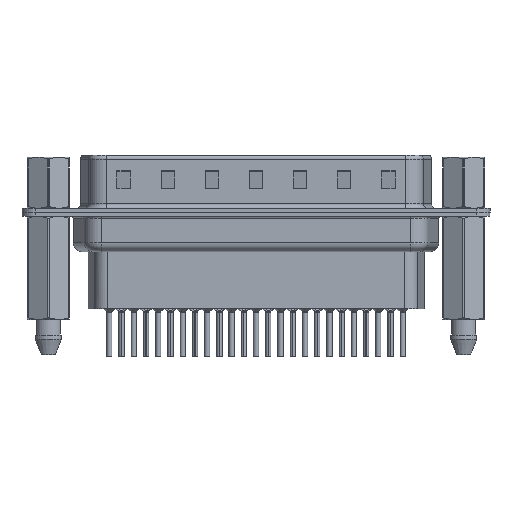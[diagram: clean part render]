
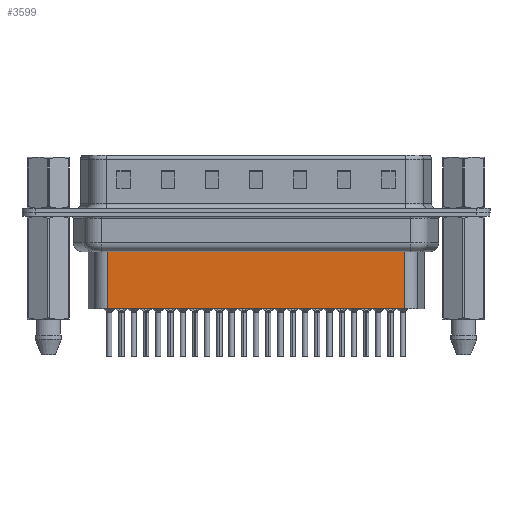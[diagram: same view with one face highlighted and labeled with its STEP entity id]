
A CAD part, front view. The second image highlights one B-rep face of the part: STEP entity #3599.
In plain terms, the highlighted planar face has unit normal (0, -1, 0).
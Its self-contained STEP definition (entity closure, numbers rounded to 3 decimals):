
#180 = ORIENTED_EDGE ( 'NONE', *, *, #9114, .F. ) ;
#549 = VERTEX_POINT ( 'NONE', #5471 ) ;
#1348 = DIRECTION ( 'NONE',  ( 1., 0., 0. ) ) ;
#3599 = ADVANCED_FACE ( 'NONE', ( #21296 ), #21137, .T. ) ;
#3618 = DIRECTION ( 'NONE',  ( 0., 0., -1. ) ) ;
#3620 = ORIENTED_EDGE ( 'NONE', *, *, #5179, .T. ) ;
#4947 = CARTESIAN_POINT ( 'NONE',  ( 40.344, -3.5, -3.1 ) ) ;
#5179 = EDGE_CURVE ( 'NONE', #13962, #26998, #31891, .T. ) ;
#5471 = CARTESIAN_POINT ( 'NONE',  ( 40.344, -3.5, -10.95 ) ) ;
#5805 = DIRECTION ( 'NONE',  ( 0., -1., 0. ) ) ;
#5897 = DIRECTION ( 'NONE',  ( 0., 0., -1. ) ) ;
#6982 = CARTESIAN_POINT ( 'NONE',  ( 6.706, -3.5, -10.95 ) ) ;
#8446 = EDGE_CURVE ( 'NONE', #13962, #549, #17463, .T. ) ;
#9114 = EDGE_CURVE ( 'NONE', #549, #27577, #11742, .T. ) ;
#9158 = EDGE_LOOP ( 'NONE', ( #28700, #3620, #32051, #180 ) ) ;
#10595 = AXIS2_PLACEMENT_3D ( 'NONE', #13704, #5805, #1348 ) ;
#11232 = CARTESIAN_POINT ( 'NONE',  ( 6.459, -3.5, -4.097 ) ) ;
#11465 = CARTESIAN_POINT ( 'NONE',  ( 6.706, -3.5, -3.1 ) ) ;
#11742 = LINE ( 'NONE', #6982, #26074 ) ;
#13194 = CARTESIAN_POINT ( 'NONE',  ( 40.344, -3.5, -4.097 ) ) ;
#13704 = CARTESIAN_POINT ( 'NONE',  ( 6.706, -3.5, -3.1 ) ) ;
#13886 = DIRECTION ( 'NONE',  ( -1., 0., 0. ) ) ;
#13962 = VERTEX_POINT ( 'NONE', #13194 ) ;
#17014 = VECTOR ( 'NONE', #13886, 1000. ) ;
#17463 = LINE ( 'NONE', #4947, #30788 ) ;
#21137 = PLANE ( 'NONE',  #10595 ) ;
#21296 = FACE_OUTER_BOUND ( 'NONE', #9158, .T. ) ;
#21867 = CARTESIAN_POINT ( 'NONE',  ( 6.706, -3.5, -10.95 ) ) ;
#22303 = DIRECTION ( 'NONE',  ( -1., 0., 0. ) ) ;
#23621 = CARTESIAN_POINT ( 'NONE',  ( 6.706, -3.5, -4.097 ) ) ;
#26074 = VECTOR ( 'NONE', #22303, 1000. ) ;
#26585 = EDGE_CURVE ( 'NONE', #26998, #27577, #28515, .T. ) ;
#26998 = VERTEX_POINT ( 'NONE', #23621 ) ;
#27577 = VERTEX_POINT ( 'NONE', #21867 ) ;
#28515 = LINE ( 'NONE', #11465, #31768 ) ;
#28700 = ORIENTED_EDGE ( 'NONE', *, *, #8446, .F. ) ;
#30788 = VECTOR ( 'NONE', #3618, 1000. ) ;
#31768 = VECTOR ( 'NONE', #5897, 1000. ) ;
#31891 = LINE ( 'NONE', #11232, #17014 ) ;
#32051 = ORIENTED_EDGE ( 'NONE', *, *, #26585, .T. ) ;
